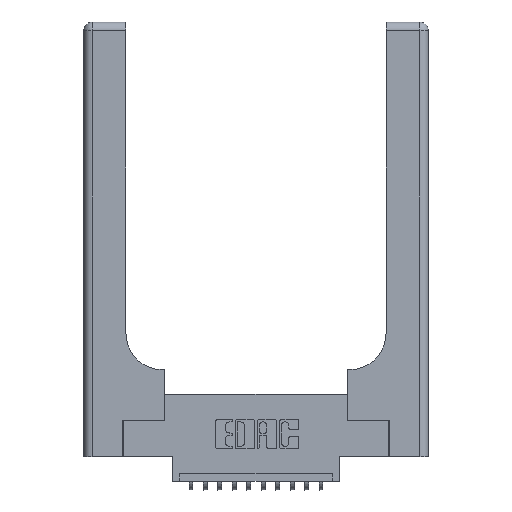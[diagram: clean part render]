
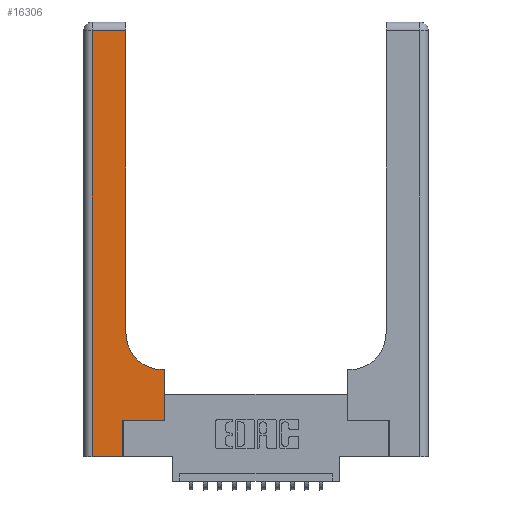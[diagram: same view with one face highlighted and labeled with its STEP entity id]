
A CAD part, top view. The second image highlights one B-rep face of the part: STEP entity #16306.
In plain terms, the highlighted planar face has unit normal (0, 0, 1).
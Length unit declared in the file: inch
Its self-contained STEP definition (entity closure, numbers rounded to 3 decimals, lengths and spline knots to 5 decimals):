
#9 = VECTOR ( 'NONE', #17219, 39.37008 ) ;
#61 = EDGE_CURVE ( 'NONE', #12769, #305, #10212, .T. ) ;
#305 = VERTEX_POINT ( 'NONE', #15069 ) ;
#507 = AXIS2_PLACEMENT_3D ( 'NONE', #15629, #4994, #8872 ) ;
#1010 = VECTOR ( 'NONE', #13729, 39.37008 ) ;
#1253 = CARTESIAN_POINT ( 'NONE',  ( 0.5415, 0.6, 0.37 ) ) ;
#1356 = CARTESIAN_POINT ( 'NONE',  ( 0.269, 0.25, 0.37 ) ) ;
#1434 = EDGE_LOOP ( 'NONE', ( #11547, #3863, #12054, #13387, #8148, #3624, #17198, #3272, #8455 ) ) ;
#1713 = LINE ( 'NONE', #4996, #14634 ) ;
#2051 = VERTEX_POINT ( 'NONE', #5942 ) ;
#2123 = LINE ( 'NONE', #10372, #7095 ) ;
#2298 = CARTESIAN_POINT ( 'NONE',  ( 0.269, 0., 0.37 ) ) ;
#2521 = CARTESIAN_POINT ( 'NONE',  ( 0.5585, 0.25, 0.37 ) ) ;
#2925 = DIRECTION ( 'NONE',  ( 0., 1., 0. ) ) ;
#3074 = LINE ( 'NONE', #15959, #10978 ) ;
#3272 = ORIENTED_EDGE ( 'NONE', *, *, #16248, .T. ) ;
#3282 = DIRECTION ( 'NONE',  ( -1., 0., 0. ) ) ;
#3457 = CARTESIAN_POINT ( 'NONE',  ( 0.2915, 0.6, 0.37 ) ) ;
#3624 = ORIENTED_EDGE ( 'NONE', *, *, #10066, .T. ) ;
#3704 = VECTOR ( 'NONE', #3282, 39.37008 ) ;
#3863 = ORIENTED_EDGE ( 'NONE', *, *, #10001, .T. ) ;
#3972 = EDGE_CURVE ( 'NONE', #13274, #12769, #7530, .T. ) ;
#4812 = DIRECTION ( 'NONE',  ( 0., 1., 0. ) ) ;
#4965 = CARTESIAN_POINT ( 'NONE',  ( 0., 3., 0.37 ) ) ;
#4994 = DIRECTION ( 'NONE',  ( 0., 0., -1. ) ) ;
#4996 = CARTESIAN_POINT ( 'NONE',  ( 0.2915, 3., 0.37 ) ) ;
#5357 = EDGE_CURVE ( 'NONE', #8701, #16271, #5361, .T. ) ;
#5361 = CIRCLE ( 'NONE', #507, 0.25 ) ;
#5505 = EDGE_CURVE ( 'NONE', #7833, #5553, #3074, .T. ) ;
#5553 = VERTEX_POINT ( 'NONE', #7901 ) ;
#5942 = CARTESIAN_POINT ( 'NONE',  ( 0.06, 2.94, 0.37 ) ) ;
#6416 = PLANE ( 'NONE',  #8863 ) ;
#6935 = DIRECTION ( 'NONE',  ( 1., 0., 0. ) ) ;
#7095 = VECTOR ( 'NONE', #10721, 39.37008 ) ;
#7530 = LINE ( 'NONE', #16992, #9 ) ;
#7735 = VECTOR ( 'NONE', #2925, 39.37008 ) ;
#7833 = VERTEX_POINT ( 'NONE', #2521 ) ;
#7901 = CARTESIAN_POINT ( 'NONE',  ( 0.5585, 0.6, 0.37 ) ) ;
#8002 = DIRECTION ( 'NONE',  ( 0., 1., 0. ) ) ;
#8148 = ORIENTED_EDGE ( 'NONE', *, *, #61, .T. ) ;
#8256 = FACE_OUTER_BOUND ( 'NONE', #1434, .T. ) ;
#8455 = ORIENTED_EDGE ( 'NONE', *, *, #5357, .T. ) ;
#8568 = EDGE_CURVE ( 'NONE', #16271, #14503, #1713, .T. ) ;
#8701 = VERTEX_POINT ( 'NONE', #1253 ) ;
#8863 = AXIS2_PLACEMENT_3D ( 'NONE', #4965, #11645, #10294 ) ;
#8872 = DIRECTION ( 'NONE',  ( 1., 0., 0. ) ) ;
#10001 = EDGE_CURVE ( 'NONE', #14503, #2051, #2123, .T. ) ;
#10066 = EDGE_CURVE ( 'NONE', #305, #7833, #14199, .T. ) ;
#10212 = LINE ( 'NONE', #16117, #7735 ) ;
#10294 = DIRECTION ( 'NONE',  ( -1., 0., 0. ) ) ;
#10372 = CARTESIAN_POINT ( 'NONE',  ( 0., 2.94, 0.37 ) ) ;
#10543 = LINE ( 'NONE', #3457, #3704 ) ;
#10721 = DIRECTION ( 'NONE',  ( -1., 0., 0. ) ) ;
#10978 = VECTOR ( 'NONE', #8002, 39.37008 ) ;
#11547 = ORIENTED_EDGE ( 'NONE', *, *, #8568, .T. ) ;
#11645 = DIRECTION ( 'NONE',  ( 0., 0., -1. ) ) ;
#12054 = ORIENTED_EDGE ( 'NONE', *, *, #15220, .T. ) ;
#12769 = VERTEX_POINT ( 'NONE', #2298 ) ;
#13274 = VERTEX_POINT ( 'NONE', #15181 ) ;
#13387 = ORIENTED_EDGE ( 'NONE', *, *, #3972, .T. ) ;
#13507 = LINE ( 'NONE', #13615, #1010 ) ;
#13615 = CARTESIAN_POINT ( 'NONE',  ( 0.06, 3., 0.37 ) ) ;
#13729 = DIRECTION ( 'NONE',  ( 0., -1., 0. ) ) ;
#14199 = LINE ( 'NONE', #1356, #14416 ) ;
#14416 = VECTOR ( 'NONE', #6935, 39.37008 ) ;
#14503 = VERTEX_POINT ( 'NONE', #16180 ) ;
#14634 = VECTOR ( 'NONE', #4812, 39.37008 ) ;
#15069 = CARTESIAN_POINT ( 'NONE',  ( 0.269, 0.25, 0.37 ) ) ;
#15181 = CARTESIAN_POINT ( 'NONE',  ( 0.06, 0., 0.37 ) ) ;
#15220 = EDGE_CURVE ( 'NONE', #2051, #13274, #13507, .T. ) ;
#15629 = CARTESIAN_POINT ( 'NONE',  ( 0.5415, 0.85, 0.37 ) ) ;
#15959 = CARTESIAN_POINT ( 'NONE',  ( 0.5585, 0.25, 0.37 ) ) ;
#16117 = CARTESIAN_POINT ( 'NONE',  ( 0.269, 0., 0.37 ) ) ;
#16180 = CARTESIAN_POINT ( 'NONE',  ( 0.2915, 2.94, 0.37 ) ) ;
#16248 = EDGE_CURVE ( 'NONE', #5553, #8701, #10543, .T. ) ;
#16271 = VERTEX_POINT ( 'NONE', #16504 ) ;
#16306 = ADVANCED_FACE ( 'NONE', ( #8256 ), #6416, .F. ) ;
#16504 = CARTESIAN_POINT ( 'NONE',  ( 0.2915, 0.85, 0.37 ) ) ;
#16992 = CARTESIAN_POINT ( 'NONE',  ( 0., 0., 0.37 ) ) ;
#17198 = ORIENTED_EDGE ( 'NONE', *, *, #5505, .T. ) ;
#17219 = DIRECTION ( 'NONE',  ( 1., 0., 0. ) ) ;
